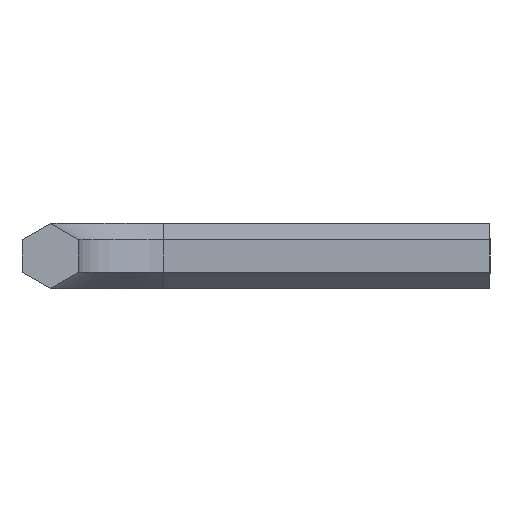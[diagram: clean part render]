
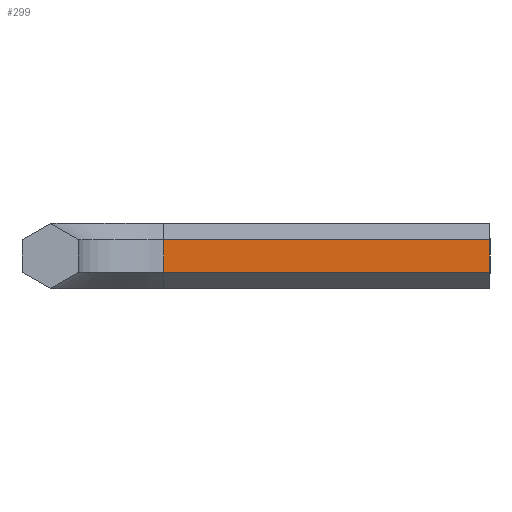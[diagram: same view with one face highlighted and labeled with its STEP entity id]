
A CAD part, front view. The second image highlights one B-rep face of the part: STEP entity #299.
In plain terms, the highlighted planar face has unit normal (0, -1, 0).
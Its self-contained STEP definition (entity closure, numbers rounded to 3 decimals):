
#10 = CARTESIAN_POINT ( 'NONE',  ( 15.469, 80.219, -0.572 ) ) ;
#11 = ORIENTED_EDGE ( 'NONE', *, *, #155, .T. ) ;
#14 = EDGE_LOOP ( 'NONE', ( #11, #38, #42, #450 ) ) ;
#32 = CARTESIAN_POINT ( 'NONE',  ( 15.469, 80.219, 0.572 ) ) ;
#38 = ORIENTED_EDGE ( 'NONE', *, *, #479, .T. ) ;
#42 = ORIENTED_EDGE ( 'NONE', *, *, #332, .F. ) ;
#52 = DIRECTION ( 'NONE',  ( 0., 0., -1. ) ) ;
#93 = CARTESIAN_POINT ( 'NONE',  ( 4., 80.219, 0.572 ) ) ;
#101 = CARTESIAN_POINT ( 'NONE',  ( 15.469, 80.219, 0.572 ) ) ;
#106 = LINE ( 'NONE', #193, #468 ) ;
#110 = VECTOR ( 'NONE', #491, 1000. ) ;
#123 = VECTOR ( 'NONE', #295, 1000. ) ;
#126 = DIRECTION ( 'NONE',  ( 0., -1., 0. ) ) ;
#155 = EDGE_CURVE ( 'NONE', #396, #532, #510, .T. ) ;
#186 = CARTESIAN_POINT ( 'NONE',  ( 4., 80.219, 0.572 ) ) ;
#191 = CARTESIAN_POINT ( 'NONE',  ( 4., 80.219, -0.572 ) ) ;
#193 = CARTESIAN_POINT ( 'NONE',  ( 4., 80.219, -0.572 ) ) ;
#230 = LINE ( 'NONE', #186, #110 ) ;
#244 = DIRECTION ( 'NONE',  ( 1., 0., 0. ) ) ;
#260 = VECTOR ( 'NONE', #446, 1000. ) ;
#295 = DIRECTION ( 'NONE',  ( 0., 0., -1. ) ) ;
#299 = ADVANCED_FACE ( 'NONE', ( #461 ), #345, .T. ) ;
#313 = VERTEX_POINT ( 'NONE', #10 ) ;
#332 = EDGE_CURVE ( 'NONE', #559, #313, #431, .T. ) ;
#345 = PLANE ( 'NONE',  #417 ) ;
#396 = VERTEX_POINT ( 'NONE', #536 ) ;
#408 = EDGE_CURVE ( 'NONE', #396, #559, #230, .T. ) ;
#417 = AXIS2_PLACEMENT_3D ( 'NONE', #93, #126, #52 ) ;
#431 = LINE ( 'NONE', #101, #260 ) ;
#432 = CARTESIAN_POINT ( 'NONE',  ( 4., 80.219, 0.572 ) ) ;
#446 = DIRECTION ( 'NONE',  ( 0., 0., -1. ) ) ;
#450 = ORIENTED_EDGE ( 'NONE', *, *, #408, .F. ) ;
#461 = FACE_OUTER_BOUND ( 'NONE', #14, .T. ) ;
#468 = VECTOR ( 'NONE', #244, 1000. ) ;
#479 = EDGE_CURVE ( 'NONE', #532, #313, #106, .T. ) ;
#491 = DIRECTION ( 'NONE',  ( 1., 0., 0. ) ) ;
#510 = LINE ( 'NONE', #432, #123 ) ;
#532 = VERTEX_POINT ( 'NONE', #191 ) ;
#536 = CARTESIAN_POINT ( 'NONE',  ( 4., 80.219, 0.572 ) ) ;
#559 = VERTEX_POINT ( 'NONE', #32 ) ;
